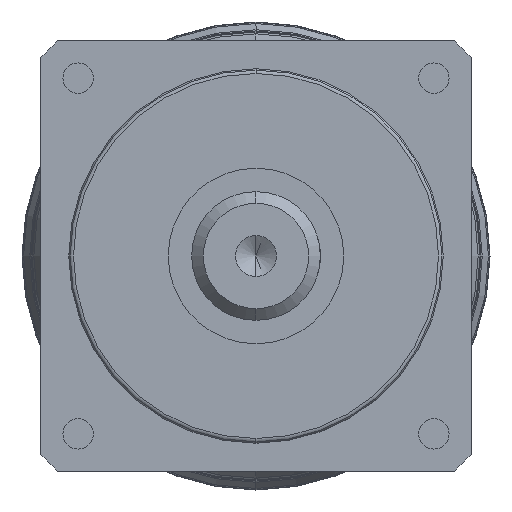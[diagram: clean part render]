
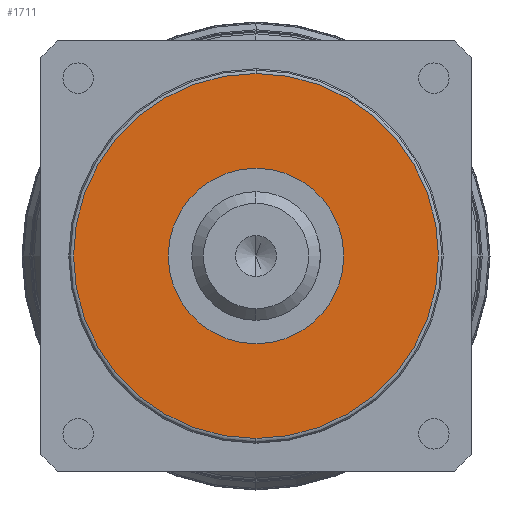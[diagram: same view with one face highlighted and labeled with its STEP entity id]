
A CAD part, left-side view. The second image highlights one B-rep face of the part: STEP entity #1711.
In plain terms, the highlighted planar face has unit normal (-1, 0, 0).
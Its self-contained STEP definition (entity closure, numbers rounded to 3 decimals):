
#521=CARTESIAN_POINT('',(-40.,0.,0.));
#522=DIRECTION('',(-1.,0.,0.));
#523=DIRECTION('',(0.,0.,1.));
#524=AXIS2_PLACEMENT_3D('',#521,#522,#523);
#526=CARTESIAN_POINT('',(-40.,0.,0.));
#527=DIRECTION('',(-1.,0.,0.));
#528=DIRECTION('',(0.,0.,-1.));
#529=AXIS2_PLACEMENT_3D('',#526,#527,#528);
#531=CARTESIAN_POINT('',(-40.,0.,0.));
#532=DIRECTION('',(1.,0.,0.));
#533=DIRECTION('',(0.,0.,1.));
#534=AXIS2_PLACEMENT_3D('',#531,#532,#533);
#536=CARTESIAN_POINT('',(-40.,0.,0.));
#537=DIRECTION('',(1.,0.,0.));
#538=DIRECTION('',(0.,0.,-1.));
#539=AXIS2_PLACEMENT_3D('',#536,#537,#538);
#808=CARTESIAN_POINT('',(-40.,0.,-78.));
#809=VERTEX_POINT('',#808);
#810=CARTESIAN_POINT('',(-40.,0.,78.));
#811=VERTEX_POINT('',#810);
#927=CARTESIAN_POINT('',(-40.,0.,-37.5));
#929=VERTEX_POINT('',#927);
#931=CARTESIAN_POINT('',(-40.,0.,37.5));
#933=VERTEX_POINT('',#931);
#1695=CARTESIAN_POINT('',(-40.,0.,0.));
#1696=DIRECTION('',(-1.,0.,0.));
#1697=DIRECTION('',(0.,0.,1.));
#1698=AXIS2_PLACEMENT_3D('',#1695,#1696,#1697);
#1699=PLANE('',#1698);
#1700=ORIENTED_EDGE('',*,*,#1685,.F.);
#1702=ORIENTED_EDGE('',*,*,#1701,.F.);
#1703=EDGE_LOOP('',(#1700,#1702));
#1704=FACE_OUTER_BOUND('',#1703,.F.);
#1706=ORIENTED_EDGE('',*,*,#1705,.F.);
#1708=ORIENTED_EDGE('',*,*,#1707,.F.);
#1709=EDGE_LOOP('',(#1706,#1708));
#1710=FACE_BOUND('',#1709,.F.);
#1711=ADVANCED_FACE('',(#1704,#1710),#1699,.T.);
#525=CIRCLE('',#524,78.);
#530=CIRCLE('',#529,78.);
#535=CIRCLE('',#534,37.5);
#540=CIRCLE('',#539,37.5);
#1685=EDGE_CURVE('',#811,#809,#525,.T.);
#1701=EDGE_CURVE('',#809,#811,#530,.T.);
#1705=EDGE_CURVE('',#933,#929,#535,.T.);
#1707=EDGE_CURVE('',#929,#933,#540,.T.);
